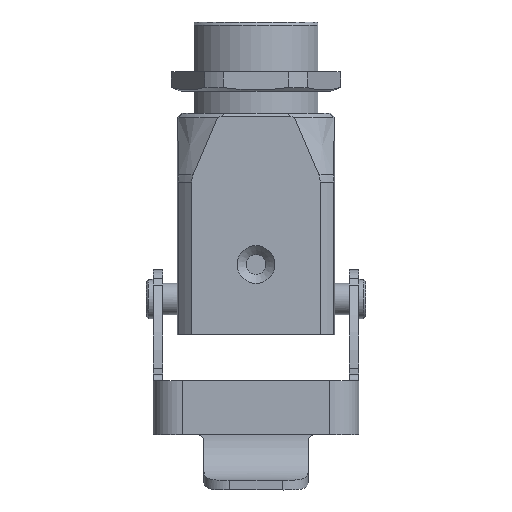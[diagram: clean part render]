
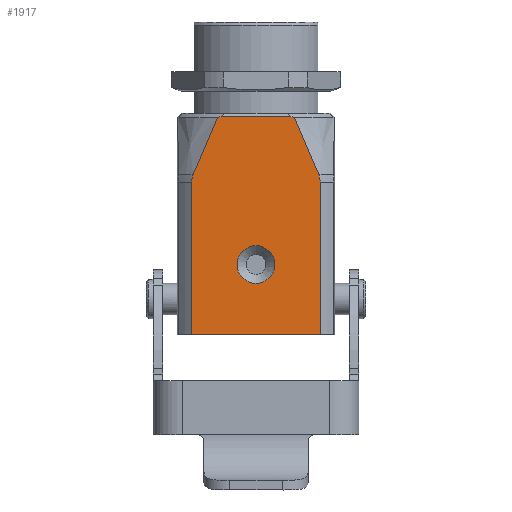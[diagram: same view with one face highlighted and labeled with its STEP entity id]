
A CAD part, left-side view. The second image highlights one B-rep face of the part: STEP entity #1917.
In plain terms, the highlighted planar face has unit normal (-1, 0, 0).
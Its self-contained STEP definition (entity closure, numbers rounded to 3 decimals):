
#133=(
BOUNDED_CURVE()
B_SPLINE_CURVE(2,(#12570,#12571,#12572),.UNSPECIFIED.,.F.,.F.)
B_SPLINE_CURVE_WITH_KNOTS((3,3),(0.,1.),.UNSPECIFIED.)
CURVE()
GEOMETRIC_REPRESENTATION_ITEM()
RATIONAL_B_SPLINE_CURVE((1.001,1.01,1.002))
REPRESENTATION_ITEM('')
);
#134=(
BOUNDED_CURVE()
B_SPLINE_CURVE(2,(#12642,#12643,#12644),.UNSPECIFIED.,.F.,.F.)
B_SPLINE_CURVE_WITH_KNOTS((3,3),(0.,1.),.UNSPECIFIED.)
CURVE()
GEOMETRIC_REPRESENTATION_ITEM()
RATIONAL_B_SPLINE_CURVE((1.002,1.01,1.001))
REPRESENTATION_ITEM('')
);
#220=FACE_BOUND('',#2708,.T.);
#221=FACE_BOUND('',#2709,.T.);
#1532=B_SPLINE_CURVE_WITH_KNOTS('',3,(#12535,#12536,#12537,#12538),
 .UNSPECIFIED.,.F.,.F.,(4,4),(0.,1.),.UNSPECIFIED.);
#1536=B_SPLINE_CURVE_WITH_KNOTS('',3,(#12589,#12590,#12591,#12592),
 .UNSPECIFIED.,.F.,.F.,(4,4),(0.,1.),.UNSPECIFIED.);
#1541=B_SPLINE_CURVE_WITH_KNOTS('',3,(#12637,#12638,#12639,#12640),
 .UNSPECIFIED.,.F.,.F.,(4,4),(0.,1.),.UNSPECIFIED.);
#1542=B_SPLINE_CURVE_WITH_KNOTS('',3,(#12655,#12656,#12657,#12658,#12659,
#12660),.UNSPECIFIED.,.F.,.F.,(4,2,4),(0.,0.5,1.),.UNSPECIFIED.);
#1917=ADVANCED_FACE('',(#220,#221),#2082,.T.);
#2082=PLANE('',#7229);
#2708=EDGE_LOOP('',(#4435));
#2709=EDGE_LOOP('',(#4436,#4437,#4438,#4439,#4440,#4441,#4442,#4443,#4444,
#4445));
#2827=CIRCLE('',#7146,2.9);
#4435=ORIENTED_EDGE('',*,*,#5564,.T.);
#4436=ORIENTED_EDGE('',*,*,#5782,.T.);
#4437=ORIENTED_EDGE('',*,*,#5203,.T.);
#4438=ORIENTED_EDGE('',*,*,#5754,.T.);
#4439=ORIENTED_EDGE('',*,*,#5757,.T.);
#4440=ORIENTED_EDGE('',*,*,#5762,.T.);
#4441=ORIENTED_EDGE('',*,*,#5761,.T.);
#4442=ORIENTED_EDGE('',*,*,#5775,.T.);
#4443=ORIENTED_EDGE('',*,*,#5776,.T.);
#4444=ORIENTED_EDGE('',*,*,#5778,.T.);
#4445=ORIENTED_EDGE('',*,*,#5780,.T.);
#4615=VERTEX_POINT('',#9043);
#4616=VERTEX_POINT('',#9045);
#4861=VERTEX_POINT('',#10523);
#4967=VERTEX_POINT('',#12534);
#4969=VERTEX_POINT('',#12569);
#4970=VERTEX_POINT('',#12578);
#4973=VERTEX_POINT('',#12586);
#4979=VERTEX_POINT('',#12636);
#4980=VERTEX_POINT('',#12645);
#4981=VERTEX_POINT('',#12661);
#4982=VERTEX_POINT('',#12691);
#5203=EDGE_CURVE('',#4616,#4615,#5912,.T.);
#5564=EDGE_CURVE('',#4861,#4861,#2827,.T.);
#5754=EDGE_CURVE('',#4615,#4967,#1532,.T.);
#5757=EDGE_CURVE('',#4967,#4969,#133,.T.);
#5761=EDGE_CURVE('',#4970,#4973,#6212,.T.);
#5762=EDGE_CURVE('',#4969,#4970,#1536,.T.);
#5775=EDGE_CURVE('',#4973,#4979,#1541,.T.);
#5776=EDGE_CURVE('',#4979,#4980,#134,.T.);
#5778=EDGE_CURVE('',#4980,#4981,#1542,.T.);
#5780=EDGE_CURVE('',#4981,#4982,#6217,.T.);
#5782=EDGE_CURVE('',#4982,#4616,#6218,.T.);
#5912=LINE('',#9044,#6340);
#6212=LINE('',#12587,#6640);
#6217=LINE('',#12690,#6645);
#6218=LINE('',#12697,#6646);
#6340=VECTOR('',#7649,1.);
#6640=VECTOR('',#8387,1.);
#6645=VECTOR('',#8418,1.);
#6646=VECTOR('',#8421,1.);
#7146=AXIS2_PLACEMENT_3D('',#10522,#8209,#8210);
#7229=AXIS2_PLACEMENT_3D('',#12699,#8424,#8425);
#7649=DIRECTION('',(0.,0.,1.));
#8209=DIRECTION('',(1.,0.,0.));
#8210=DIRECTION('',(0.,0.,-1.));
#8387=DIRECTION('',(0.,1.,0.));
#8418=DIRECTION('',(0.,0.,-1.));
#8421=DIRECTION('',(0.,-1.,0.));
#8424=DIRECTION('',(-1.,0.,0.));
#8425=DIRECTION('',(0.,1.,0.));
#9043=CARTESIAN_POINT('',(-12.1,-9.846,24.882));
#9044=CARTESIAN_POINT('',(-12.1,-9.846,1.556));
#9045=CARTESIAN_POINT('',(-12.1,-9.846,1.556));
#10522=CARTESIAN_POINT('',(-12.1,0.,12.25));
#10523=CARTESIAN_POINT('',(-12.1,0.,9.35));
#12534=CARTESIAN_POINT('',(-12.1,-9.643,26.003));
#12535=CARTESIAN_POINT('',(-12.1,-9.846,24.882));
#12536=CARTESIAN_POINT('',(-12.1,-9.845,25.227));
#12537=CARTESIAN_POINT('',(-12.1,-9.754,25.701));
#12538=CARTESIAN_POINT('',(-12.1,-9.643,26.003));
#12569=CARTESIAN_POINT('',(-12.1,-5.889,34.768));
#12570=CARTESIAN_POINT('',(-12.1,-9.643,26.003));
#12571=CARTESIAN_POINT('',(-12.1,-7.635,31.445));
#12572=CARTESIAN_POINT('',(-12.1,-5.889,34.768));
#12578=CARTESIAN_POINT('',(-12.1,-5.345,34.95));
#12586=CARTESIAN_POINT('',(-12.1,5.345,34.95));
#12587=CARTESIAN_POINT('',(-12.1,-5.345,34.95));
#12589=CARTESIAN_POINT('',(-12.1,-5.889,34.768));
#12590=CARTESIAN_POINT('',(-12.1,-5.708,34.829));
#12591=CARTESIAN_POINT('',(-12.1,-5.526,34.889));
#12592=CARTESIAN_POINT('',(-12.1,-5.345,34.95));
#12636=CARTESIAN_POINT('',(-12.1,5.889,34.768));
#12637=CARTESIAN_POINT('',(-12.1,5.345,34.95));
#12638=CARTESIAN_POINT('',(-12.1,5.526,34.889));
#12639=CARTESIAN_POINT('',(-12.1,5.708,34.829));
#12640=CARTESIAN_POINT('',(-12.1,5.889,34.768));
#12642=CARTESIAN_POINT('',(-12.1,5.889,34.768));
#12643=CARTESIAN_POINT('',(-12.1,7.635,31.445));
#12644=CARTESIAN_POINT('',(-12.1,9.643,26.003));
#12645=CARTESIAN_POINT('',(-12.1,9.643,26.003));
#12655=CARTESIAN_POINT('',(-12.1,9.643,26.003));
#12656=CARTESIAN_POINT('',(-12.1,9.698,25.854));
#12657=CARTESIAN_POINT('',(-12.1,9.749,25.655));
#12658=CARTESIAN_POINT('',(-12.1,9.826,25.246));
#12659=CARTESIAN_POINT('',(-12.1,9.846,25.057));
#12660=CARTESIAN_POINT('',(-12.1,9.846,24.882));
#12661=CARTESIAN_POINT('',(-12.1,9.846,24.882));
#12690=CARTESIAN_POINT('',(-12.1,9.846,24.882));
#12691=CARTESIAN_POINT('',(-12.1,9.846,1.556));
#12697=CARTESIAN_POINT('',(-12.1,9.846,1.556));
#12699=CARTESIAN_POINT('',(-12.1,-11.889,35.45));
